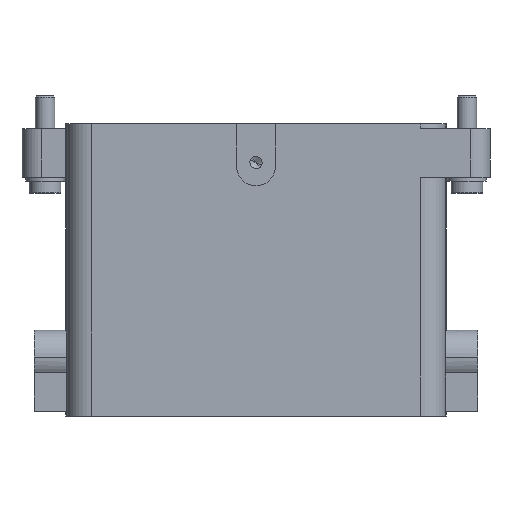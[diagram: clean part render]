
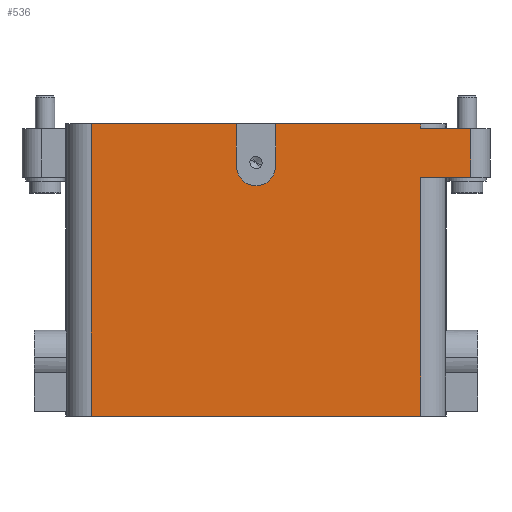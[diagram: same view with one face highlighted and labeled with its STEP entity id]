
A CAD part, left-side view. The second image highlights one B-rep face of the part: STEP entity #536.
In plain terms, the highlighted planar face has unit normal (-1, 0, 0).
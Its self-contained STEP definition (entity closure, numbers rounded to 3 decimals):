
#454=AXIS2_PLACEMENT_3D('Plane Axis2P3D',#451,#452,#453) ;
#467=AXIS2_PLACEMENT_3D('Circle Axis2P3D',#465,#466,$) ;
#238=CARTESIAN_POINT('Line Origine',(3.,18.167,118.)) ;
#242=CARTESIAN_POINT('Vertex',(3.,28.333,118.)) ;
#244=CARTESIAN_POINT('Vertex',(3.,8.,118.)) ;
#311=CARTESIAN_POINT('Line Origine',(3.,96.,0.)) ;
#315=CARTESIAN_POINT('Vertex',(3.,163.667,0.)) ;
#317=CARTESIAN_POINT('Vertex',(3.,28.333,0.)) ;
#451=CARTESIAN_POINT('Axis2P3D Location',(3.,28.333,0.)) ;
#456=CARTESIAN_POINT('Line Origine',(3.,88.,111.25)) ;
#460=CARTESIAN_POINT('Vertex',(3.,88.,120.)) ;
#462=CARTESIAN_POINT('Vertex',(3.,88.,102.5)) ;
#465=CARTESIAN_POINT('Axis2P3D Location',(3.,96.,102.5)) ;
#469=CARTESIAN_POINT('Vertex',(3.,104.,102.5)) ;
#472=CARTESIAN_POINT('Line Origine',(3.,104.,111.25)) ;
#476=CARTESIAN_POINT('Vertex',(3.,104.,120.)) ;
#479=CARTESIAN_POINT('Line Origine',(3.,133.833,120.)) ;
#483=CARTESIAN_POINT('Vertex',(3.,163.667,120.)) ;
#486=CARTESIAN_POINT('Line Origine',(3.,163.667,60.)) ;
#491=CARTESIAN_POINT('Line Origine',(3.,28.333,49.)) ;
#495=CARTESIAN_POINT('Vertex',(3.,28.333,98.)) ;
#498=CARTESIAN_POINT('Line Origine',(3.,18.167,98.)) ;
#502=CARTESIAN_POINT('Vertex',(3.,8.,98.)) ;
#505=CARTESIAN_POINT('Line Origine',(3.,8.,108.)) ;
#510=CARTESIAN_POINT('Line Origine',(3.,28.333,119.)) ;
#514=CARTESIAN_POINT('Vertex',(3.,28.333,120.)) ;
#517=CARTESIAN_POINT('Line Origine',(3.,58.167,120.)) ;
#239=DIRECTION('Vector Direction',(0.,-1.,0.)) ;
#312=DIRECTION('Vector Direction',(0.,1.,0.)) ;
#452=DIRECTION('Axis2P3D Direction',(1.,0.,0.)) ;
#453=DIRECTION('Axis2P3D XDirection',(0.,1.,0.)) ;
#457=DIRECTION('Vector Direction',(0.,0.,-1.)) ;
#466=DIRECTION('Axis2P3D Direction',(1.,0.,0.)) ;
#473=DIRECTION('Vector Direction',(0.,0.,-1.)) ;
#480=DIRECTION('Vector Direction',(0.,1.,0.)) ;
#487=DIRECTION('Vector Direction',(0.,0.,1.)) ;
#492=DIRECTION('Vector Direction',(0.,0.,1.)) ;
#499=DIRECTION('Vector Direction',(0.,-1.,0.)) ;
#506=DIRECTION('Vector Direction',(0.,0.,-1.)) ;
#511=DIRECTION('Vector Direction',(0.,0.,1.)) ;
#518=DIRECTION('Vector Direction',(0.,1.,0.)) ;
#240=VECTOR('Line Direction',#239,1.) ;
#313=VECTOR('Line Direction',#312,1.) ;
#458=VECTOR('Line Direction',#457,1.) ;
#474=VECTOR('Line Direction',#473,1.) ;
#481=VECTOR('Line Direction',#480,1.) ;
#488=VECTOR('Line Direction',#487,1.) ;
#493=VECTOR('Line Direction',#492,1.) ;
#500=VECTOR('Line Direction',#499,1.) ;
#507=VECTOR('Line Direction',#506,1.) ;
#512=VECTOR('Line Direction',#511,1.) ;
#519=VECTOR('Line Direction',#518,1.) ;
#523=ORIENTED_EDGE('',*,*,#464,.T.) ;
#524=ORIENTED_EDGE('',*,*,#471,.T.) ;
#525=ORIENTED_EDGE('',*,*,#478,.F.) ;
#526=ORIENTED_EDGE('',*,*,#485,.T.) ;
#527=ORIENTED_EDGE('',*,*,#490,.F.) ;
#528=ORIENTED_EDGE('',*,*,#319,.T.) ;
#529=ORIENTED_EDGE('',*,*,#497,.T.) ;
#530=ORIENTED_EDGE('',*,*,#504,.T.) ;
#531=ORIENTED_EDGE('',*,*,#509,.F.) ;
#532=ORIENTED_EDGE('',*,*,#246,.F.) ;
#533=ORIENTED_EDGE('',*,*,#516,.T.) ;
#534=ORIENTED_EDGE('',*,*,#521,.T.) ;
#536=ADVANCED_FACE('Hauptk\X2\00F6\X0\rper',(#535),#455,.F.) ;
#468=CIRCLE('generated circle',#467,8.) ;
#246=EDGE_CURVE('',#243,#245,#241,.T.) ;
#319=EDGE_CURVE('',#316,#318,#314,.F.) ;
#464=EDGE_CURVE('',#461,#463,#459,.T.) ;
#471=EDGE_CURVE('',#463,#470,#468,.T.) ;
#478=EDGE_CURVE('',#477,#470,#475,.T.) ;
#485=EDGE_CURVE('',#477,#484,#482,.T.) ;
#490=EDGE_CURVE('',#316,#484,#489,.T.) ;
#497=EDGE_CURVE('',#318,#496,#494,.T.) ;
#504=EDGE_CURVE('',#496,#503,#501,.T.) ;
#509=EDGE_CURVE('',#245,#503,#508,.T.) ;
#516=EDGE_CURVE('',#243,#515,#513,.T.) ;
#521=EDGE_CURVE('',#515,#461,#520,.T.) ;
#522=EDGE_LOOP('',(#523,#524,#525,#526,#527,#528,#529,#530,#531,#532,#533,#534)) ;
#535=FACE_OUTER_BOUND('',#522,.T.) ;
#241=LINE('Line',#238,#240) ;
#314=LINE('Line',#311,#313) ;
#459=LINE('Line',#456,#458) ;
#475=LINE('Line',#472,#474) ;
#482=LINE('Line',#479,#481) ;
#489=LINE('Line',#486,#488) ;
#494=LINE('Line',#491,#493) ;
#501=LINE('Line',#498,#500) ;
#508=LINE('Line',#505,#507) ;
#513=LINE('Line',#510,#512) ;
#520=LINE('Line',#517,#519) ;
#455=PLANE('',#454) ;
#243=VERTEX_POINT('',#242) ;
#245=VERTEX_POINT('',#244) ;
#316=VERTEX_POINT('',#315) ;
#318=VERTEX_POINT('',#317) ;
#461=VERTEX_POINT('',#460) ;
#463=VERTEX_POINT('',#462) ;
#470=VERTEX_POINT('',#469) ;
#477=VERTEX_POINT('',#476) ;
#484=VERTEX_POINT('',#483) ;
#496=VERTEX_POINT('',#495) ;
#503=VERTEX_POINT('',#502) ;
#515=VERTEX_POINT('',#514) ;
